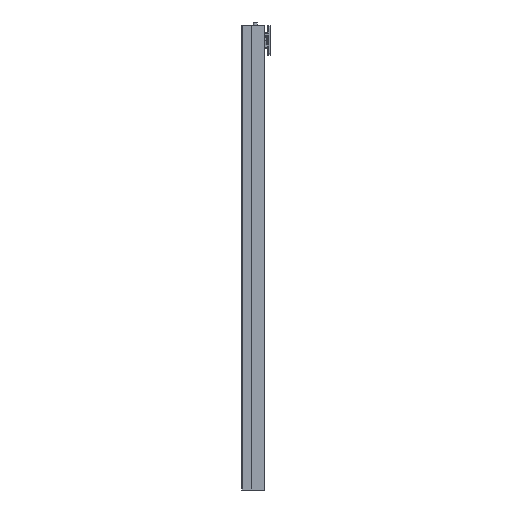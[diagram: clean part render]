
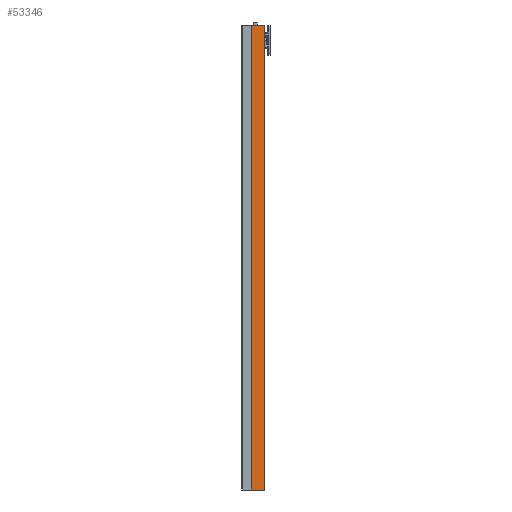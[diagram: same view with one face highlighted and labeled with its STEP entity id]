
A CAD part, left-side view. The second image highlights one B-rep face of the part: STEP entity #53346.
In plain terms, the highlighted face is planar.
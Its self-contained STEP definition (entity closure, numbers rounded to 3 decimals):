
#379 = VECTOR ( 'NONE', #39521, 1000. ) ;
#6141 = DIRECTION ( 'NONE',  ( 0., 0., -1. ) ) ;
#7743 = VECTOR ( 'NONE', #6141, 1000. ) ;
#9553 = LINE ( 'NONE', #35705, #17278 ) ;
#10637 = EDGE_CURVE ( 'NONE', #66665, #13581, #9553, .T. ) ;
#13581 = VERTEX_POINT ( 'NONE', #114360 ) ;
#15024 = ORIENTED_EDGE ( 'NONE', *, *, #10637, .T. ) ;
#16577 = ORIENTED_EDGE ( 'NONE', *, *, #82890, .T. ) ;
#17278 = VECTOR ( 'NONE', #123525, 1000. ) ;
#19232 = CARTESIAN_POINT ( 'NONE',  ( 8.25, -26.2, 0. ) ) ;
#22735 = AXIS2_PLACEMENT_3D ( 'NONE', #71456, #51741, #31967 ) ;
#31967 = DIRECTION ( 'NONE',  ( 0., -1., 0. ) ) ;
#35705 = CARTESIAN_POINT ( 'NONE',  ( 8.25, 0.623, 0. ) ) ;
#37300 = LINE ( 'NONE', #88165, #99514 ) ;
#39521 = DIRECTION ( 'NONE',  ( 0., 1., 0. ) ) ;
#46589 = LINE ( 'NONE', #96816, #379 ) ;
#48509 = CARTESIAN_POINT ( 'NONE',  ( 8.25, 0.623, 959. ) ) ;
#49370 = DIRECTION ( 'NONE',  ( 0., 0., -1. ) ) ;
#51741 = DIRECTION ( 'NONE',  ( -1., 0., 0. ) ) ;
#53346 = ADVANCED_FACE ( 'NONE', ( #80973 ), #70197, .F. ) ;
#53552 = EDGE_CURVE ( 'NONE', #69225, #77551, #46589, .T. ) ;
#53913 = CARTESIAN_POINT ( 'NONE',  ( 8.25, 0.623, 959. ) ) ;
#57226 = ORIENTED_EDGE ( 'NONE', *, *, #53552, .F. ) ;
#66665 = VERTEX_POINT ( 'NONE', #19232 ) ;
#69225 = VERTEX_POINT ( 'NONE', #110288 ) ;
#70197 = PLANE ( 'NONE',  #22735 ) ;
#71456 = CARTESIAN_POINT ( 'NONE',  ( 8.25, 0.623, 959. ) ) ;
#77551 = VERTEX_POINT ( 'NONE', #48509 ) ;
#80973 = FACE_OUTER_BOUND ( 'NONE', #95378, .T. ) ;
#82890 = EDGE_CURVE ( 'NONE', #69225, #66665, #37300, .T. ) ;
#83145 = LINE ( 'NONE', #53913, #7743 ) ;
#88165 = CARTESIAN_POINT ( 'NONE',  ( 8.25, -26.2, 959. ) ) ;
#95378 = EDGE_LOOP ( 'NONE', ( #15024, #124092, #57226, #16577 ) ) ;
#96191 = EDGE_CURVE ( 'NONE', #77551, #13581, #83145, .T. ) ;
#96816 = CARTESIAN_POINT ( 'NONE',  ( 8.25, 0.623, 959. ) ) ;
#99514 = VECTOR ( 'NONE', #49370, 1000. ) ;
#110288 = CARTESIAN_POINT ( 'NONE',  ( 8.25, -26.2, 959. ) ) ;
#114360 = CARTESIAN_POINT ( 'NONE',  ( 8.25, 0.623, 0. ) ) ;
#123525 = DIRECTION ( 'NONE',  ( 0., 1., 0. ) ) ;
#124092 = ORIENTED_EDGE ( 'NONE', *, *, #96191, .F. ) ;
